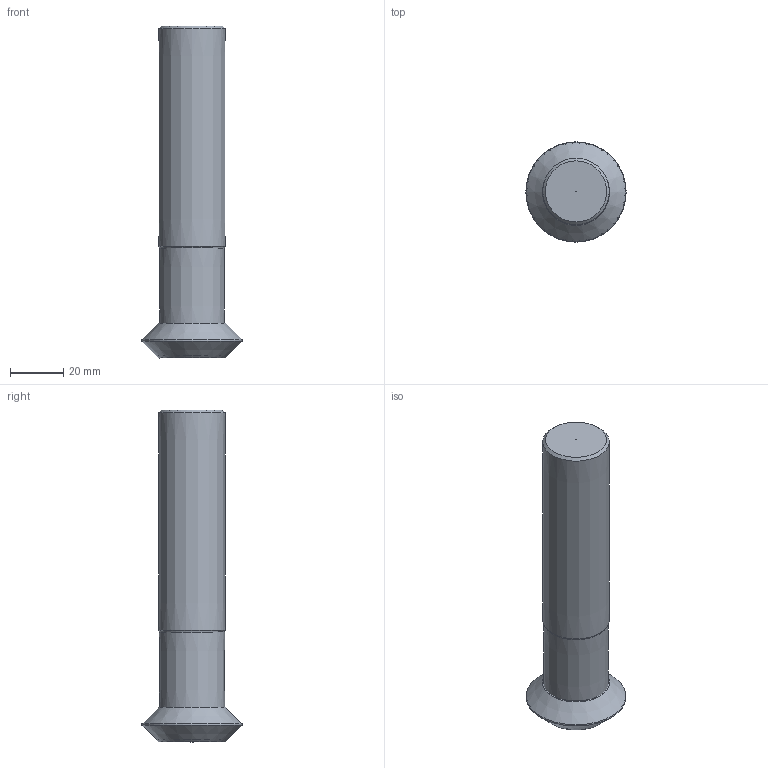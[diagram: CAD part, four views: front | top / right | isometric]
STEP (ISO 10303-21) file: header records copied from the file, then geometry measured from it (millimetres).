
FILE_DESCRIPTION(/* description */ (''),/* implementation_level */ '2;1');
FILE_NAME(/* name */ '25N3R042B25-SSO09-C.stp',/* time_stamp */ '2020-01-08T12:49:34+01:00',/* author */ (''),/* organization */ (''),/* preprocessor_version */ 'ST-DEVELOPER v16.7',/* originating_system */ 'SIEMENS PLM Software NX 12.0',/* authorisation */ '');
FILE_SCHEMA (('AUTOMOTIVE_DESIGN { 1 0 10303 214 3 1 1 1 }'));
Length unit declared in the file: millimetre
Products named in the file (1): wq702BE00ED2ryoy
Bounding box: 37.79 x 37.79 x 125 mm (x, y, z)
Volume: 70397.2 mm3; surface area: 14248.8 mm2
Topology: 2 solids, 2 shells, 18 faces, 39 edges, 21 vertices
Faces by surface type: cone 13, torus 5
Entity records: 405 total; most frequent: DIRECTION 72, CARTESIAN_POINT 55, FACE_BOUND 36, AXIS2_PLACEMENT_3D 36, EDGE_LOOP 34, ORIENTED_EDGE 34, VERTEX_POINT 19, ADVANCED_FACE 18
